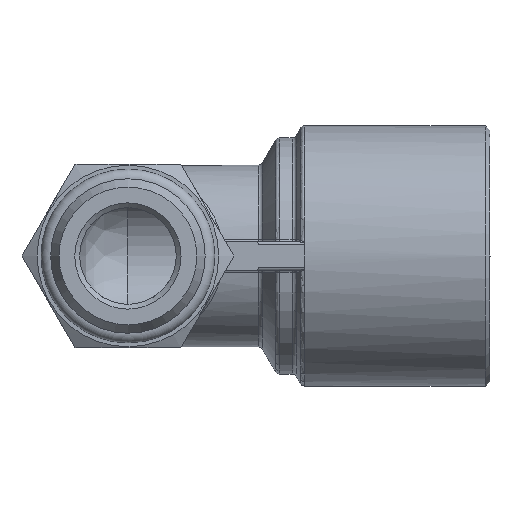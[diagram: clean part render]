
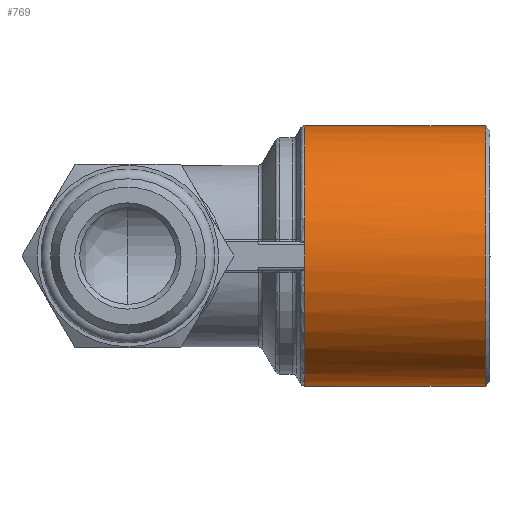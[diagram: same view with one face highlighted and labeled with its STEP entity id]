
A CAD part, front view. The second image highlights one B-rep face of the part: STEP entity #769.
In plain terms, the highlighted cylindrical face has radius 13.5 mm (diameter 27 mm), a full revolution.
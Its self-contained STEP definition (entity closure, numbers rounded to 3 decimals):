
#769 = ADVANCED_FACE( 'NONE', ( #1579, #1580 ), #1581, .T. );
#1579 = FACE_OUTER_BOUND( '', #5039, .T. );
#1580 = FACE_OUTER_BOUND( '', #5040, .T. );
#1581 = CYLINDRICAL_SURFACE( '', #5041, 13.5 );
#5039 = EDGE_LOOP( '', ( #6989, #6990, #6991 ) );
#5040 = EDGE_LOOP( '', ( #6992 ) );
#5041 = AXIS2_PLACEMENT_3D( '', #6993, #6994, #6995 );
#6989 = ORIENTED_EDGE( '', *, *, #7205, .T. );
#6990 = ORIENTED_EDGE( '', *, *, #7612, .T. );
#6991 = ORIENTED_EDGE( '', *, *, #7792, .T. );
#6992 = ORIENTED_EDGE( '', *, *, #7758, .T. );
#6993 = CARTESIAN_POINT( '', ( 0., 0., 0. ) );
#6994 = DIRECTION( '', ( 1., 0., 0. ) );
#6995 = DIRECTION( '', ( 0., 0., 1. ) );
#7205 = EDGE_CURVE( 'NONE', #8226, #8224, #8227, .T. );
#7612 = EDGE_CURVE( 'NONE', #8224, #8840, #8841, .T. );
#7758 = EDGE_CURVE( 'NONE', #9025, #9025, #9026, .T. );
#7792 = EDGE_CURVE( 'NONE', #8840, #8226, #9065, .T. );
#8224 = VERTEX_POINT( 'NONE', #10285 );
#8226 = VERTEX_POINT( 'NONE', #10299 );
#8227 = CIRCLE( '', #10300, 13.5 );
#8840 = VERTEX_POINT( 'NONE', #12565 );
#8841 = CIRCLE( '', #12566, 13.5 );
#9025 = VERTEX_POINT( '', #13208 );
#9026 = CIRCLE( '', #13209, 13.5 );
#9065 = CIRCLE( '', #13321, 13.5 );
#10285 = CARTESIAN_POINT( '', ( 18.299, -13.422, 1.448 ) );
#10299 = CARTESIAN_POINT( '', ( 18.299, -13.422, -1.448 ) );
#10300 = AXIS2_PLACEMENT_3D( '', #13610, #13611, #13612 );
#12565 = CARTESIAN_POINT( '', ( 18.299, -13.5, 0. ) );
#12566 = AXIS2_PLACEMENT_3D( '', #13880, #13881, #13882 );
#13208 = CARTESIAN_POINT( '', ( 37., 0., 13.5 ) );
#13209 = AXIS2_PLACEMENT_3D( '', #13975, #13976, #13977 );
#13321 = AXIS2_PLACEMENT_3D( '', #13994, #13995, #13996 );
#13610 = CARTESIAN_POINT( '', ( 18.299, 0., 0. ) );
#13611 = DIRECTION( '', ( 1., 0., 0. ) );
#13612 = DIRECTION( '', ( 0., 0., -1. ) );
#13880 = CARTESIAN_POINT( '', ( 18.299, 0., 0. ) );
#13881 = DIRECTION( '', ( 1., 0., 0. ) );
#13882 = DIRECTION( '', ( 0., 0., -1. ) );
#13975 = CARTESIAN_POINT( '', ( 37., 0., 0. ) );
#13976 = DIRECTION( '', ( -1., 0., 0. ) );
#13977 = DIRECTION( '', ( 0., 0., 1. ) );
#13994 = CARTESIAN_POINT( '', ( 18.299, 0., 0. ) );
#13995 = DIRECTION( '', ( 1., 0., 0. ) );
#13996 = DIRECTION( '', ( 0., 0., -1. ) );
